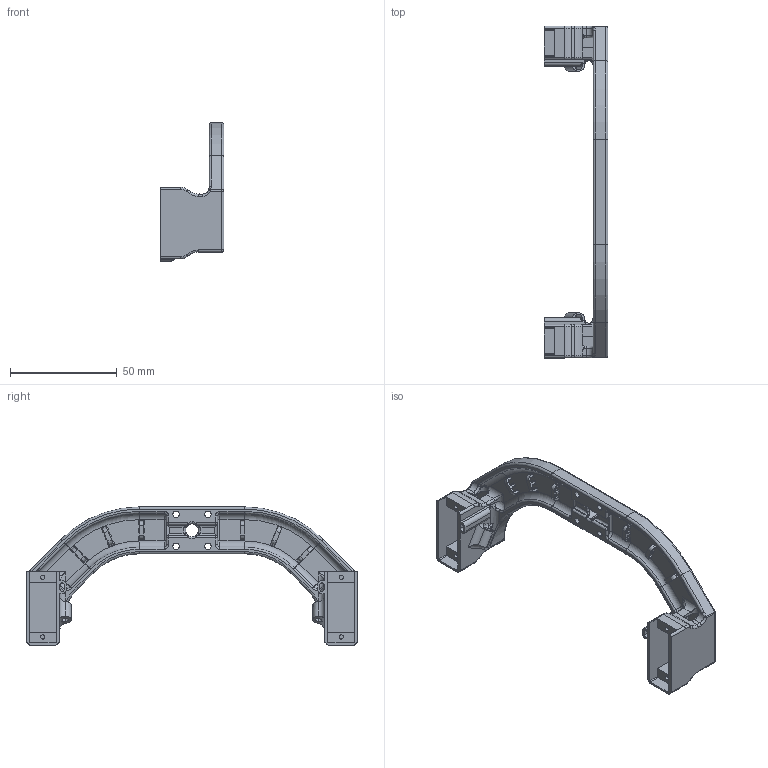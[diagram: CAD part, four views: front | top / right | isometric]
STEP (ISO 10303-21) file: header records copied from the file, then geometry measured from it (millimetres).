
FILE_DESCRIPTION (( 'STEP AP214' ), '1' );
FILE_NAME ('ﾌⅲⅶ鮏狡4.STEP', '2023-12-02T11:12:30', ( '' ), ( '' ), 'SwSTEP 2.0', 'SolidWorks 2023', '' );
FILE_SCHEMA (( 'AUTOMOTIVE_DESIGN' ));
Length unit declared in the file: millimetre
Products named in the file (1): МостЛуноходаВ4
Bounding box: 30 x 155.7 x 64.85 mm (x, y, z)
Volume: 30022.1 mm3; surface area: 21522.8 mm2
Topology: 1 solids, 1 shells, 562 faces, 1470 edges, 882 vertices
Faces by surface type: cylinder 281, plane 157, torus 68, bspline 34, sphere 22
Entity records: 19164 total; most frequent: CARTESIAN_POINT 5515, ORIENTED_EDGE 2902, DIRECTION 2897, EDGE_CURVE 1451, AXIS2_PLACEMENT_3D 1082, VERTEX_POINT 882, LINE 733, VECTOR 733
